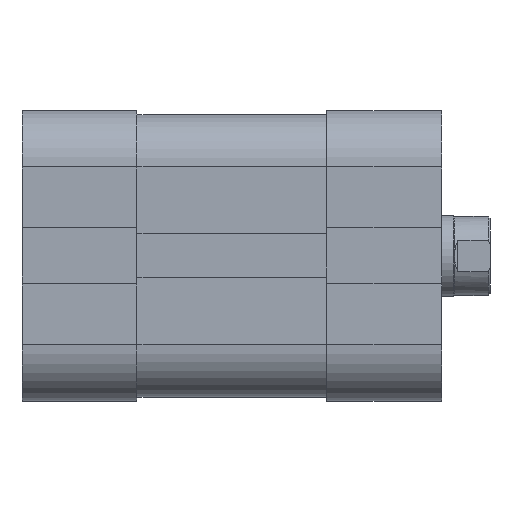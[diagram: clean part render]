
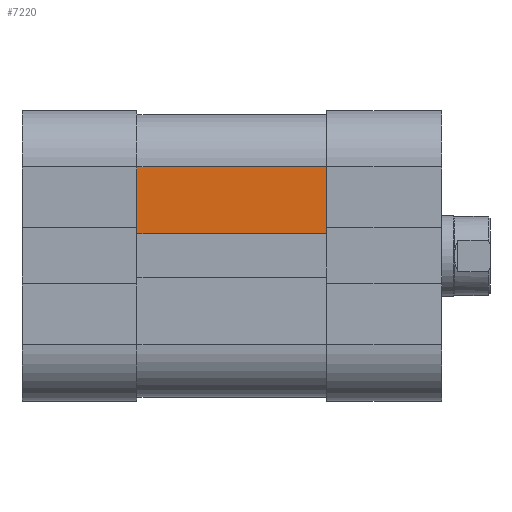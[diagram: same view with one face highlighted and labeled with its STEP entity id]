
A CAD part, top view. The second image highlights one B-rep face of the part: STEP entity #7220.
In plain terms, the highlighted face is planar.
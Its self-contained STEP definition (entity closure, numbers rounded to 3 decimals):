
#333 = VERTEX_POINT ( 'NONE', #828 ) ;
#336 = VERTEX_POINT ( 'NONE', #825 ) ;
#337 = VERTEX_POINT ( 'NONE', #824 ) ;
#339 = VERTEX_POINT ( 'NONE', #822 ) ;
#822 = CARTESIAN_POINT ( 'NONE',  ( 6.5, 0., 0. ) ) ;
#824 = CARTESIAN_POINT ( 'NONE',  ( 14.8, 0., -23.5 ) ) ;
#825 = CARTESIAN_POINT ( 'NONE',  ( 6.5, 0., -23.5 ) ) ;
#828 = CARTESIAN_POINT ( 'NONE',  ( 14.8, 0., 0. ) ) ;
#1019 = CARTESIAN_POINT ( 'NONE',  ( 14.8, 0., -23.5 ) ) ;
#1025 = DIRECTION ( 'NONE',  ( 0., 0., 1. ) ) ;
#1046 = CARTESIAN_POINT ( 'NONE',  ( 6.5, 0., -23.5 ) ) ;
#1053 = DIRECTION ( 'NONE',  ( 0., 0., 1. ) ) ;
#1054 = CARTESIAN_POINT ( 'NONE',  ( 6.5, 0., -23.5 ) ) ;
#1055 = DIRECTION ( 'NONE',  ( 1., 0., 0. ) ) ;
#1056 = CARTESIAN_POINT ( 'NONE',  ( 6.5, 0., 0. ) ) ;
#1057 = DIRECTION ( 'NONE',  ( 1., 0., 0. ) ) ;
#1792 = PLANE ( 'NONE',  #3269 ) ;
#1795 = CARTESIAN_POINT ( 'NONE',  ( 6.5, 0., -23.5 ) ) ;
#1804 = DIRECTION ( 'NONE',  ( 0., -1., 0. ) ) ;
#1805 = DIRECTION ( 'NONE',  ( 0., 0., -1. ) ) ;
#2826 = EDGE_CURVE ( 'NONE', #337, #333, #5251, .T. ) ;
#2838 = EDGE_CURVE ( 'NONE', #336, #339, #5273, .T. ) ;
#2839 = EDGE_CURVE ( 'NONE', #336, #337, #5275, .T. ) ;
#2840 = EDGE_CURVE ( 'NONE', #339, #333, #5277, .T. ) ;
#3269 = AXIS2_PLACEMENT_3D ( 'NONE', #1795, #1804, #1805 ) ;
#5248 = VECTOR ( 'NONE', #1025, 1000. ) ;
#5251 = LINE ( 'NONE', #1019, #5248 ) ;
#5270 = VECTOR ( 'NONE', #1053, 1000. ) ;
#5273 = LINE ( 'NONE', #1046, #5270 ) ;
#5275 = LINE ( 'NONE', #1054, #5276 ) ;
#5276 = VECTOR ( 'NONE', #1055, 1000. ) ;
#5277 = LINE ( 'NONE', #1056, #5278 ) ;
#5278 = VECTOR ( 'NONE', #1057, 1000. ) ;
#5683 = FACE_OUTER_BOUND ( 'NONE', #7303, .T. ) ;
#6890 = ORIENTED_EDGE ( 'NONE', *, *, #2839, .T. ) ;
#6891 = ORIENTED_EDGE ( 'NONE', *, *, #2838, .F. ) ;
#6894 = ORIENTED_EDGE ( 'NONE', *, *, #2826, .T. ) ;
#6896 = ORIENTED_EDGE ( 'NONE', *, *, #2840, .F. ) ;
#7220 = ADVANCED_FACE ( 'NONE', ( #5683 ), #1792, .T. ) ;
#7303 = EDGE_LOOP ( 'NONE', ( #6894, #6896, #6891, #6890 ) ) ;
